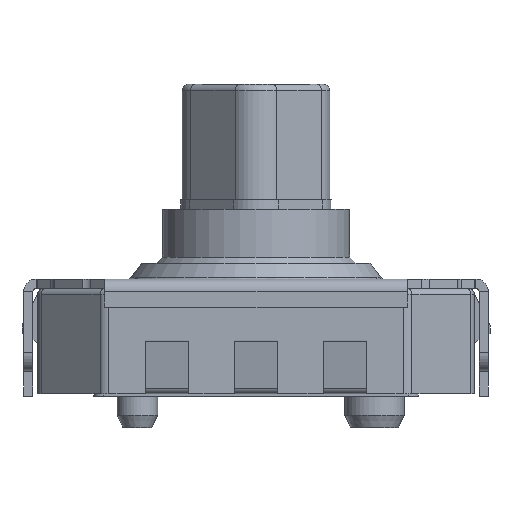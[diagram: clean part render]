
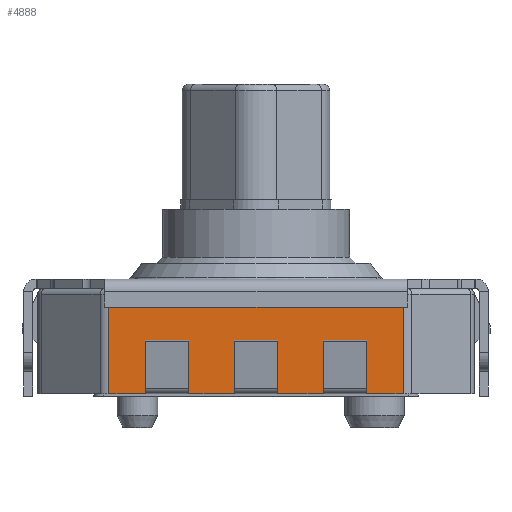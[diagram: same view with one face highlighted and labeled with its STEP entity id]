
A CAD part, left-side view. The second image highlights one B-rep face of the part: STEP entity #4888.
In plain terms, the highlighted planar face has unit normal (-1, 0, 0).
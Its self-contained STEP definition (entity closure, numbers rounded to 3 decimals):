
#122=PLANE('',#5266);
#352=FACE_OUTER_BOUND('',#637,.T.);
#637=EDGE_LOOP('',(#3708,#3709,#3710,#3711,#3712,#3713,#3714,#3715,#3716,
#3717,#3718,#3719,#3720,#3721,#3722,#3723));
#932=LINE('',#7291,#1482);
#933=LINE('',#7296,#1483);
#934=LINE('',#7302,#1484);
#935=LINE('',#7305,#1485);
#936=LINE('',#7311,#1486);
#937=LINE('',#7316,#1487);
#938=LINE('',#7319,#1488);
#939=LINE('',#7325,#1489);
#940=LINE('',#7328,#1490);
#974=LINE('',#7436,#1524);
#979=LINE('',#7451,#1529);
#1003=LINE('',#7520,#1553);
#1004=LINE('',#7521,#1554);
#1005=LINE('',#7522,#1555);
#1006=LINE('',#7523,#1556);
#1007=LINE('',#7524,#1557);
#1482=VECTOR('',#5842,1000.);
#1483=VECTOR('',#5847,1000.);
#1484=VECTOR('',#5856,1000.);
#1485=VECTOR('',#5859,1000.);
#1486=VECTOR('',#5866,1000.);
#1487=VECTOR('',#5873,1000.);
#1488=VECTOR('',#5876,1000.);
#1489=VECTOR('',#5883,1000.);
#1490=VECTOR('',#5888,1000.);
#1524=VECTOR('',#5994,1000.);
#1529=VECTOR('',#6011,1000.);
#1553=VECTOR('',#6081,1000.);
#1554=VECTOR('',#6082,1000.);
#1555=VECTOR('',#6083,1000.);
#1556=VECTOR('',#6084,1000.);
#1557=VECTOR('',#6085,1000.);
#2197=VERTEX_POINT('',#7288);
#2198=VERTEX_POINT('',#7290);
#2199=VERTEX_POINT('',#7294);
#2200=VERTEX_POINT('',#7295);
#2201=VERTEX_POINT('',#7300);
#2202=VERTEX_POINT('',#7304);
#2203=VERTEX_POINT('',#7308);
#2204=VERTEX_POINT('',#7310);
#2205=VERTEX_POINT('',#7314);
#2206=VERTEX_POINT('',#7318);
#2207=VERTEX_POINT('',#7322);
#2208=VERTEX_POINT('',#7324);
#2245=VERTEX_POINT('',#7433);
#2246=VERTEX_POINT('',#7435);
#2249=VERTEX_POINT('',#7448);
#2250=VERTEX_POINT('',#7450);
#2689=EDGE_CURVE('',#2197,#2198,#932,.T.);
#2691=EDGE_CURVE('',#2199,#2200,#933,.T.);
#2695=EDGE_CURVE('',#2200,#2201,#934,.T.);
#2696=EDGE_CURVE('',#2201,#2202,#935,.T.);
#2699=EDGE_CURVE('',#2203,#2204,#936,.T.);
#2702=EDGE_CURVE('',#2204,#2205,#937,.T.);
#2703=EDGE_CURVE('',#2205,#2206,#938,.T.);
#2706=EDGE_CURVE('',#2207,#2208,#939,.T.);
#2708=EDGE_CURVE('',#2208,#2197,#940,.T.);
#2761=EDGE_CURVE('',#2245,#2246,#974,.T.);
#2768=EDGE_CURVE('',#2249,#2250,#979,.T.);
#2802=EDGE_CURVE('',#2206,#2207,#1003,.T.);
#2803=EDGE_CURVE('',#2246,#2203,#1004,.T.);
#2804=EDGE_CURVE('',#2250,#2245,#1005,.T.);
#2805=EDGE_CURVE('',#2202,#2249,#1006,.T.);
#2806=EDGE_CURVE('',#2198,#2199,#1007,.T.);
#3708=ORIENTED_EDGE('',*,*,#2706,.F.);
#3709=ORIENTED_EDGE('',*,*,#2802,.F.);
#3710=ORIENTED_EDGE('',*,*,#2703,.F.);
#3711=ORIENTED_EDGE('',*,*,#2702,.F.);
#3712=ORIENTED_EDGE('',*,*,#2699,.F.);
#3713=ORIENTED_EDGE('',*,*,#2803,.F.);
#3714=ORIENTED_EDGE('',*,*,#2761,.F.);
#3715=ORIENTED_EDGE('',*,*,#2804,.F.);
#3716=ORIENTED_EDGE('',*,*,#2768,.F.);
#3717=ORIENTED_EDGE('',*,*,#2805,.F.);
#3718=ORIENTED_EDGE('',*,*,#2696,.F.);
#3719=ORIENTED_EDGE('',*,*,#2695,.F.);
#3720=ORIENTED_EDGE('',*,*,#2691,.F.);
#3721=ORIENTED_EDGE('',*,*,#2806,.F.);
#3722=ORIENTED_EDGE('',*,*,#2689,.F.);
#3723=ORIENTED_EDGE('',*,*,#2708,.F.);
#4888=ADVANCED_FACE('',(#352),#122,.F.);
#5266=AXIS2_PLACEMENT_3D('',#7519,#6079,#6080);
#5842=DIRECTION('',(0.,0.,-1.));
#5847=DIRECTION('',(0.,0.,1.));
#5856=DIRECTION('',(0.,1.,0.));
#5859=DIRECTION('',(0.,0.,-1.));
#5866=DIRECTION('',(0.,0.,1.));
#5873=DIRECTION('',(0.,1.,0.));
#5876=DIRECTION('',(0.,0.,-1.));
#5883=DIRECTION('',(0.,0.,1.));
#5888=DIRECTION('',(0.,1.,0.));
#5994=DIRECTION('',(0.,0.,-1.));
#6011=DIRECTION('',(0.,0.,1.));
#6079=DIRECTION('center_axis',(1.,0.,0.));
#6080=DIRECTION('ref_axis',(0.,0.,-1.));
#6081=DIRECTION('',(0.,1.,0.));
#6082=DIRECTION('',(0.,1.,0.));
#6083=DIRECTION('',(0.,-1.,0.));
#6084=DIRECTION('',(0.,1.,0.));
#6085=DIRECTION('',(0.,1.,0.));
#7288=CARTESIAN_POINT('',(-3.5,0.35,0.14));
#7290=CARTESIAN_POINT('',(-3.5,0.35,0.04));
#7291=CARTESIAN_POINT('',(-3.5,0.35,1.73));
#7294=CARTESIAN_POINT('',(-3.5,1.075,0.04));
#7295=CARTESIAN_POINT('',(-3.5,1.075,0.14));
#7296=CARTESIAN_POINT('',(-3.5,1.075,1.73));
#7300=CARTESIAN_POINT('',(-3.5,1.775,0.14));
#7302=CARTESIAN_POINT('',(-3.5,0.,0.14));
#7304=CARTESIAN_POINT('',(-3.5,1.775,0.04));
#7305=CARTESIAN_POINT('',(-3.5,1.775,1.73));
#7308=CARTESIAN_POINT('',(-3.5,-1.775,0.04));
#7310=CARTESIAN_POINT('',(-3.5,-1.775,0.14));
#7311=CARTESIAN_POINT('',(-3.5,-1.775,1.73));
#7314=CARTESIAN_POINT('',(-3.5,-1.075,0.14));
#7316=CARTESIAN_POINT('',(-3.5,0.,0.14));
#7318=CARTESIAN_POINT('',(-3.5,-1.075,0.04));
#7319=CARTESIAN_POINT('',(-3.5,-1.075,1.73));
#7322=CARTESIAN_POINT('',(-3.5,-0.35,0.04));
#7324=CARTESIAN_POINT('',(-3.5,-0.35,0.14));
#7325=CARTESIAN_POINT('',(-3.5,-0.35,1.73));
#7328=CARTESIAN_POINT('',(-3.5,0.,0.14));
#7433=CARTESIAN_POINT('',(-3.5,-2.357,1.63));
#7435=CARTESIAN_POINT('',(-3.5,-2.357,0.04));
#7436=CARTESIAN_POINT('',(-3.5,-2.357,1.73));
#7448=CARTESIAN_POINT('',(-3.5,2.357,0.04));
#7450=CARTESIAN_POINT('',(-3.5,2.357,1.63));
#7451=CARTESIAN_POINT('',(-3.5,2.357,1.73));
#7519=CARTESIAN_POINT('Origin',(-3.5,0.,1.73));
#7520=CARTESIAN_POINT('',(-3.5,0.,0.04));
#7521=CARTESIAN_POINT('',(-3.5,0.,0.04));
#7522=CARTESIAN_POINT('',(-3.5,2.357,1.63));
#7523=CARTESIAN_POINT('',(-3.5,0.,0.04));
#7524=CARTESIAN_POINT('',(-3.5,0.,0.04));
